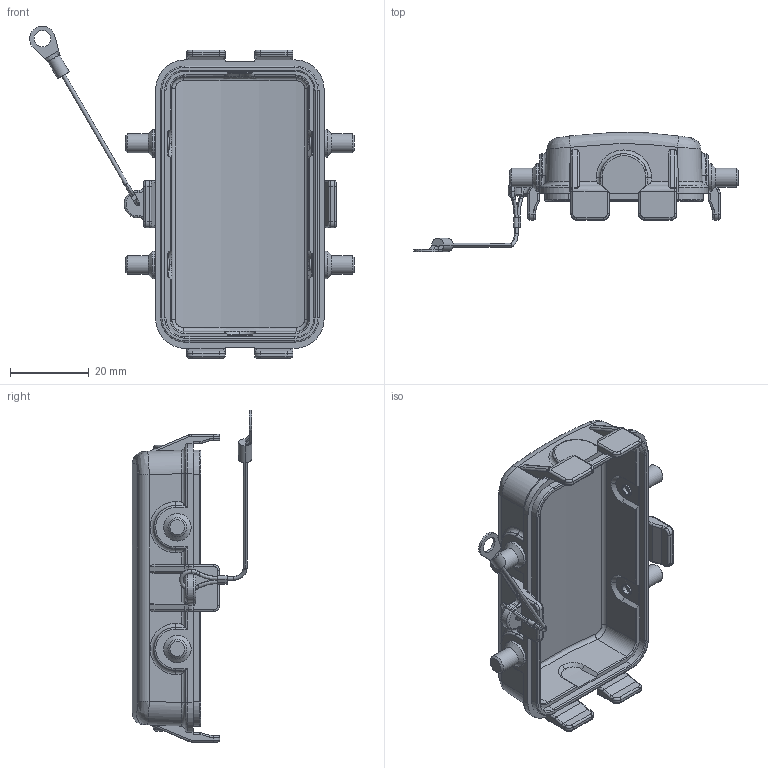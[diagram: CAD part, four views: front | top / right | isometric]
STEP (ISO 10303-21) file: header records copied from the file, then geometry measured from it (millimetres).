
FILE_DESCRIPTION(/* description */ (''),/* implementation_level */ '2;1');
FILE_NAME(/* name */ 'H10B-MCV-4B&2.stp',/* time_stamp */ '2023-09-26T14:52:54+08:00',/* author */ (''),/* organization */ (''),/* preprocessor_version */ 'ST-DEVELOPER v16',/* originating_system */ 'SIEMENS PLM Software NX 10.0',/* authorisation */ '');
FILE_SCHEMA (('AUTOMOTIVE_DESIGN { 1 0 10303 214 3 1 1 1 }'));
Length unit declared in the file: millimetre
Products named in the file (1): Admi501CC908kmon
Bounding box: 82.71 x 30.43 x 84.57 mm (x, y, z)
Volume: 16784.2 mm3; surface area: 14158.3 mm2
Topology: 1 solids, 1 shells, 556 faces, 1360 edges, 825 vertices
Faces by surface type: cylinder 236, plane 166, torus 84, bspline 60, cone 10
Full cylindrical faces by diameter (mm): 2.3 x4, 3 x4, 4.8 x4, 7 x4
Entity records: 19203 total; most frequent: CARTESIAN_POINT 6289, DIRECTION 2758, ORIENTED_EDGE 2656, EDGE_CURVE 1328, AXIS2_PLACEMENT_3D 1068, VERTEX_POINT 821, LINE 622, VECTOR 622
